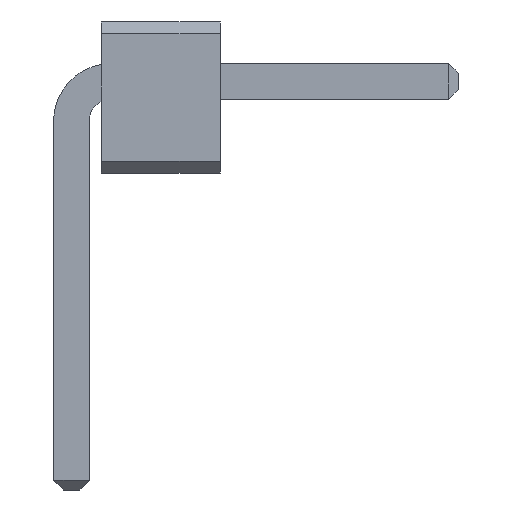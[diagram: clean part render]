
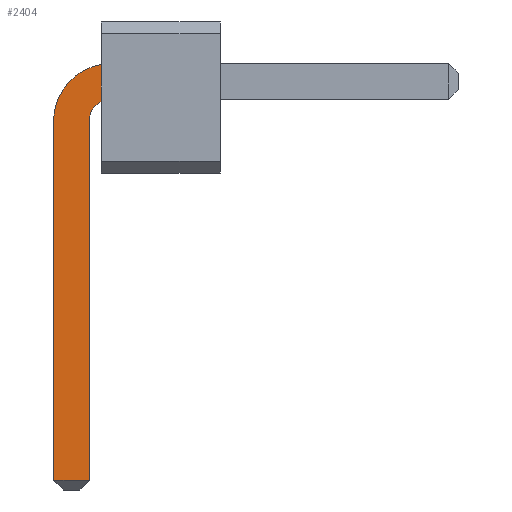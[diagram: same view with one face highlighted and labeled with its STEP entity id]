
A CAD part, front view. The second image highlights one B-rep face of the part: STEP entity #2404.
In plain terms, the highlighted planar face has unit normal (0, -1, 0).
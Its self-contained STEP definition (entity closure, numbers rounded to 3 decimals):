
#872 = VERTEX_POINT('',#873);
#873 = CARTESIAN_POINT('',(0.25,-4.15,0.779));
#881 = EDGE_CURVE('',#872,#882,#884,.T.);
#882 = VERTEX_POINT('',#883);
#883 = CARTESIAN_POINT('',(0.25,-4.15,0.467));
#884 = LINE('',#885,#886);
#885 = CARTESIAN_POINT('',(0.25,-4.15,0.1));
#886 = VECTOR('',#887,1.);
#887 = DIRECTION('',(0.,0.,-1.));
#2319 = VERTEX_POINT('',#2320);
#2320 = CARTESIAN_POINT('',(-0.15,-4.15,0.335));
#2326 = EDGE_CURVE('',#2319,#872,#2327,.T.);
#2327 = CIRCLE('',#2328,0.485);
#2328 = AXIS2_PLACEMENT_3D('',#2329,#2330,#2331);
#2329 = CARTESIAN_POINT('',(0.333,-4.15,0.302));
#2330 = DIRECTION('',(0.,1.,0.));
#2331 = DIRECTION('',(-0.998,0.,
0.069));
#2385 = EDGE_CURVE('',#882,#2386,#2388,.T.);
#2386 = VERTEX_POINT('',#2387);
#2387 = CARTESIAN_POINT('',(0.15,-4.15,0.335));
#2388 = CIRCLE('',#2389,0.194);
#2389 = AXIS2_PLACEMENT_3D('',#2390,#2391,#2392);
#2390 = CARTESIAN_POINT('',(0.34,-4.15,0.295));
#2391 = DIRECTION('',(0.,-1.,0.));
#2392 = DIRECTION('',(-0.207,0.,0.978)
);
#2404 = ADVANCED_FACE('',(#2405),#2432,.F.);
#2405 = FACE_BOUND('',#2406,.F.);
#2406 = EDGE_LOOP('',(#2407,#2408,#2409,#2417,#2425,#2431));
#2407 = ORIENTED_EDGE('',*,*,#881,.T.);
#2408 = ORIENTED_EDGE('',*,*,#2385,.T.);
#2409 = ORIENTED_EDGE('',*,*,#2410,.T.);
#2410 = EDGE_CURVE('',#2386,#2411,#2413,.T.);
#2411 = VERTEX_POINT('',#2412);
#2412 = CARTESIAN_POINT('',(0.15,-4.15,-2.72));
#2413 = LINE('',#2414,#2415);
#2414 = CARTESIAN_POINT('',(0.15,-4.15,0.335));
#2415 = VECTOR('',#2416,1.);
#2416 = DIRECTION('',(0.,0.,-1.));
#2417 = ORIENTED_EDGE('',*,*,#2418,.T.);
#2418 = EDGE_CURVE('',#2411,#2419,#2421,.T.);
#2419 = VERTEX_POINT('',#2420);
#2420 = CARTESIAN_POINT('',(-0.15,-4.15,-2.72));
#2421 = LINE('',#2422,#2423);
#2422 = CARTESIAN_POINT('',(0.15,-4.15,-2.72));
#2423 = VECTOR('',#2424,1.);
#2424 = DIRECTION('',(-1.,0.,0.));
#2425 = ORIENTED_EDGE('',*,*,#2426,.T.);
#2426 = EDGE_CURVE('',#2419,#2319,#2427,.T.);
#2427 = LINE('',#2428,#2429);
#2428 = CARTESIAN_POINT('',(-0.15,-4.15,-2.8));
#2429 = VECTOR('',#2430,1.);
#2430 = DIRECTION('',(0.,0.,1.));
#2431 = ORIENTED_EDGE('',*,*,#2326,.T.);
#2432 = PLANE('',#2433);
#2433 = AXIS2_PLACEMENT_3D('',#2434,#2435,#2436);
#2434 = CARTESIAN_POINT('',(0.841,-4.15,-0.301));
#2435 = DIRECTION('',(0.,1.,-0.));
#2436 = DIRECTION('',(0.,0.,-1.));
